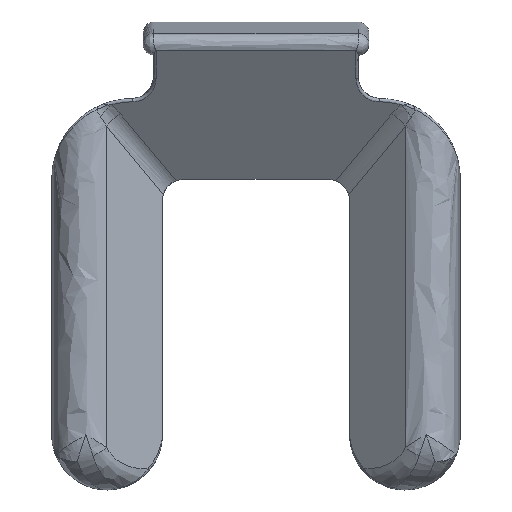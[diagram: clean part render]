
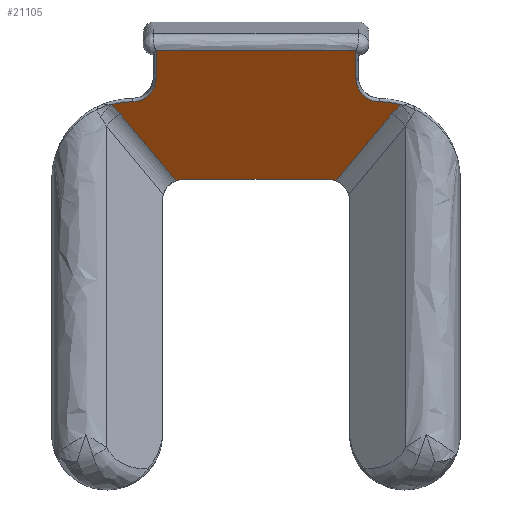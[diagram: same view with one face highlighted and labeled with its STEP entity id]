
A CAD part, top view. The second image highlights one B-rep face of the part: STEP entity #21105.
In plain terms, the highlighted free-form (B-spline) face has degree [1, 1] with [2, 2] control points.
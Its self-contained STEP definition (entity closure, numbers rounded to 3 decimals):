
#4121=CARTESIAN_POINT('',(18.794,-37.333,2.763));
#4122=VERTEX_POINT('',#4121);
#4150=CARTESIAN_POINT('',(17.0,-37.0,3.0));
#4151=VERTEX_POINT('',#4150);
#4152=CARTESIAN_POINT('',(17.0,-37.,3.));
#4153=CARTESIAN_POINT('',(17.928,-37.,3.));
#4154=CARTESIAN_POINT('',(18.794,-37.333,2.763));
#4162=(BOUNDED_CURVE()B_SPLINE_CURVE(2,(#4152,#4153,#4154),.UNSPECIFIED.,.F.,.U.)CURVE()GEOMETRIC_REPRESENTATION_ITEM()QUASI_UNIFORM_CURVE()RATIONAL_B_SPLINE_CURVE((1.0,0.983,1.0))REPRESENTATION_ITEM(''));
#4163=EDGE_CURVE('',#4151,#4122,#4162,.T.);
#4296=CARTESIAN_POINT('',(-17.0,-37.0,3.0));
#4297=VERTEX_POINT('',#4296);
#4298=CARTESIAN_POINT('',(17.0,-37.0,3.0));
#4299=CARTESIAN_POINT('',(-17.0,-37.0,3.0));
#4300=QUASI_UNIFORM_CURVE('',1,(#4298,#4299),.UNSPECIFIED.,.F.,.U.);
#4301=EDGE_CURVE('',#4151,#4297,#4300,.T.);
#4716=CARTESIAN_POINT('',(34.088,-19.503,15.449));
#4717=VERTEX_POINT('',#4716);
#4803=CARTESIAN_POINT('',(31.862,-21.639,13.929));
#4804=VERTEX_POINT('',#4803);
#4820=CARTESIAN_POINT('',(31.862,-21.639,13.929));
#4821=CARTESIAN_POINT('',(32.893,-20.402,14.81));
#4822=CARTESIAN_POINT('',(34.088,-19.503,15.449));
#4830=(BOUNDED_CURVE()B_SPLINE_CURVE(2,(#4820,#4821,#4822),.UNSPECIFIED.,.F.,.U.)CURVE()GEOMETRIC_REPRESENTATION_ITEM()QUASI_UNIFORM_CURVE()RATIONAL_B_SPLINE_CURVE((1.0,0.994,1.0))REPRESENTATION_ITEM(''));
#4831=EDGE_CURVE('',#4804,#4717,#4830,.T.);
#4853=CARTESIAN_POINT('',(18.794,-37.333,2.763));
#4854=CARTESIAN_POINT('',(31.862,-21.639,13.929));
#4855=QUASI_UNIFORM_CURVE('',1,(#4853,#4854),.UNSPECIFIED.,.F.,.U.);
#4856=EDGE_CURVE('',#4122,#4804,#4855,.T.);
#5057=CARTESIAN_POINT('',(-34.088,-19.503,15.449));
#5058=VERTEX_POINT('',#5057);
#5144=CARTESIAN_POINT('',(-31.862,-21.639,13.929));
#5145=VERTEX_POINT('',#5144);
#5159=CARTESIAN_POINT('',(-34.088,-19.503,15.449));
#5160=CARTESIAN_POINT('',(-32.893,-20.402,14.81));
#5161=CARTESIAN_POINT('',(-31.862,-21.639,13.929));
#5169=(BOUNDED_CURVE()B_SPLINE_CURVE(2,(#5159,#5160,#5161),.UNSPECIFIED.,.F.,.U.)CURVE()GEOMETRIC_REPRESENTATION_ITEM()QUASI_UNIFORM_CURVE()RATIONAL_B_SPLINE_CURVE((1.0,0.994,1.0))REPRESENTATION_ITEM(''));
#5170=EDGE_CURVE('',#5058,#5145,#5169,.T.);
#5191=CARTESIAN_POINT('',(-18.794,-37.333,2.763));
#5192=VERTEX_POINT('',#5191);
#5222=CARTESIAN_POINT('',(-31.862,-21.639,13.929));
#5223=CARTESIAN_POINT('',(-18.794,-37.333,2.763));
#5224=QUASI_UNIFORM_CURVE('',1,(#5222,#5223),.UNSPECIFIED.,.F.,.U.);
#5225=EDGE_CURVE('',#5145,#5192,#5224,.T.);
#19810=CARTESIAN_POINT('',(29.0,-18.79,15.957));
#19811=VERTEX_POINT('',#19810);
#19824=CARTESIAN_POINT('',(34.088,-19.503,15.449));
#19825=CARTESIAN_POINT('',(31.594,-18.79,15.957));
#19826=CARTESIAN_POINT('',(29.0,-18.79,15.957));
#19834=(BOUNDED_CURVE()B_SPLINE_CURVE(2,(#19824,#19825,#19826),.UNSPECIFIED.,.F.,.U.)CURVE()GEOMETRIC_REPRESENTATION_ITEM()QUASI_UNIFORM_CURVE()RATIONAL_B_SPLINE_CURVE((1.0,0.99,1.0))REPRESENTATION_ITEM(''));
#19835=EDGE_CURVE('',#4717,#19811,#19834,.T.);
#19918=CARTESIAN_POINT('',(23.5,-13.29,19.87));
#19919=VERTEX_POINT('',#19918);
#19933=CARTESIAN_POINT('',(29.0,-18.79,15.957));
#19934=CARTESIAN_POINT('',(28.648,-18.79,15.957));
#19935=CARTESIAN_POINT('',(28.096,-18.736,15.995));
#19936=CARTESIAN_POINT('',(27.23,-18.519,16.15));
#19937=CARTESIAN_POINT('',(26.42,-18.182,16.39));
#19938=CARTESIAN_POINT('',(25.671,-17.694,16.736));
#19939=CARTESIAN_POINT('',(24.991,-17.089,17.167));
#19940=CARTESIAN_POINT('',(24.404,-16.37,17.678));
#19941=CARTESIAN_POINT('',(23.957,-15.543,18.267));
#19942=CARTESIAN_POINT('',(23.599,-14.518,18.996));
#19943=CARTESIAN_POINT('',(23.5,-13.781,19.521));
#19944=CARTESIAN_POINT('',(23.5,-13.29,19.87));
#19945=B_SPLINE_CURVE_WITH_KNOTS('',3,(#19933,#19934,#19935,#19936,#19937,#19938,#19939,#19940,#19941,#19942,#19943,#19944),.UNSPECIFIED.,.F.,.U.,(4,1,1,1,1,1,1,1,1,4),(0.,1.055,1.658,2.713,3.768,4.522,5.727,6.933,7.838,9.646),.UNSPECIFIED.);
#19946=EDGE_CURVE('',#19811,#19919,#19945,.T.);
#19967=CARTESIAN_POINT('',(23.5,-6.731,24.537));
#19968=VERTEX_POINT('',#19967);
#19996=CARTESIAN_POINT('',(23.5,-13.29,19.87));
#19997=CARTESIAN_POINT('',(23.5,-6.731,24.537));
#19998=QUASI_UNIFORM_CURVE('',1,(#19996,#19997),.UNSPECIFIED.,.F.,.U.);
#19999=EDGE_CURVE('',#19919,#19968,#19998,.T.);
#20575=CARTESIAN_POINT('',(-23.5,-13.29,19.87));
#20576=VERTEX_POINT('',#20575);
#20590=CARTESIAN_POINT('',(-23.5,-6.731,24.537));
#20591=VERTEX_POINT('',#20590);
#20592=CARTESIAN_POINT('',(-23.5,-6.731,24.537));
#20593=CARTESIAN_POINT('',(-23.5,-13.29,19.87));
#20594=QUASI_UNIFORM_CURVE('',1,(#20592,#20593),.UNSPECIFIED.,.F.,.U.);
#20595=EDGE_CURVE('',#20591,#20576,#20594,.T.);
#20705=CARTESIAN_POINT('',(-29.0,-18.79,15.957));
#20706=VERTEX_POINT('',#20705);
#20718=CARTESIAN_POINT('',(-23.5,-13.29,19.87));
#20719=CARTESIAN_POINT('',(-23.5,-18.79,15.957));
#20720=CARTESIAN_POINT('',(-29.0,-18.79,15.957));
#20728=(BOUNDED_CURVE()B_SPLINE_CURVE(2,(#20718,#20719,#20720),.UNSPECIFIED.,.F.,.U.)CURVE()GEOMETRIC_REPRESENTATION_ITEM()QUASI_UNIFORM_CURVE()RATIONAL_B_SPLINE_CURVE((1.0,0.707,1.0))REPRESENTATION_ITEM(''));
#20729=EDGE_CURVE('',#20576,#20706,#20728,.T.);
#20821=CARTESIAN_POINT('',(-29.0,-18.79,15.957));
#20822=CARTESIAN_POINT('',(-31.594,-18.79,15.957));
#20823=CARTESIAN_POINT('',(-34.088,-19.503,15.449));
#20831=(BOUNDED_CURVE()B_SPLINE_CURVE(2,(#20821,#20822,#20823),.UNSPECIFIED.,.F.,.U.)CURVE()GEOMETRIC_REPRESENTATION_ITEM()QUASI_UNIFORM_CURVE()RATIONAL_B_SPLINE_CURVE((1.0,0.99,1.0))REPRESENTATION_ITEM(''));
#20832=EDGE_CURVE('',#20706,#5058,#20831,.T.);
#21059=CARTESIAN_POINT('',(23.5,-6.731,24.537));
#21060=CARTESIAN_POINT('',(-23.5,-6.731,24.537));
#21061=QUASI_UNIFORM_CURVE('',1,(#21059,#21060),.UNSPECIFIED.,.F.,.U.);
#21062=EDGE_CURVE('',#19968,#20591,#21061,.T.);
#21072=CARTESIAN_POINT('',(37.494,-5.202,25.625));
#21073=CARTESIAN_POINT('',(37.494,-38.861,1.676));
#21074=CARTESIAN_POINT('',(-37.494,-5.202,25.625));
#21075=CARTESIAN_POINT('',(-37.494,-38.861,1.676));
#21076=B_SPLINE_SURFACE_WITH_KNOTS('',1,1,((#21072,#21074),(#21073,#21075)),.UNSPECIFIED.,.F.,.F.,.U.,(2,2),(2,2),(0.0,41.31),(0.0,74.987),.UNSPECIFIED.);
#21077=ORIENTED_EDGE('',*,*,#4856,.T.);
#21078=ORIENTED_EDGE('',*,*,#4831,.T.);
#21079=ORIENTED_EDGE('',*,*,#19835,.T.);
#21080=ORIENTED_EDGE('',*,*,#19946,.T.);
#21081=ORIENTED_EDGE('',*,*,#19999,.T.);
#21082=ORIENTED_EDGE('',*,*,#21062,.T.);
#21083=ORIENTED_EDGE('',*,*,#20595,.T.);
#21084=ORIENTED_EDGE('',*,*,#20729,.T.);
#21085=ORIENTED_EDGE('',*,*,#20832,.T.);
#21086=ORIENTED_EDGE('',*,*,#5170,.T.);
#21087=ORIENTED_EDGE('',*,*,#5225,.T.);
#21088=CARTESIAN_POINT('',(-18.794,-37.333,2.763));
#21089=CARTESIAN_POINT('',(-17.928,-37.,3.));
#21090=CARTESIAN_POINT('',(-17.0,-37.,3.));
#21098=(BOUNDED_CURVE()B_SPLINE_CURVE(2,(#21088,#21089,#21090),.UNSPECIFIED.,.F.,.U.)CURVE()GEOMETRIC_REPRESENTATION_ITEM()QUASI_UNIFORM_CURVE()RATIONAL_B_SPLINE_CURVE((1.0,0.983,1.0))REPRESENTATION_ITEM(''));
#21099=EDGE_CURVE('',#5192,#4297,#21098,.T.);
#21100=ORIENTED_EDGE('',*,*,#21099,.T.);
#21101=ORIENTED_EDGE('',*,*,#4301,.F.);
#21102=ORIENTED_EDGE('',*,*,#4163,.T.);
#21103=EDGE_LOOP('',(#21077,#21078,#21079,#21080,#21081,#21082,#21083,#21084,#21085,#21086,#21087,#21100,#21101,#21102));
#21104=FACE_OUTER_BOUND('',#21103,.T.);
#21105=ADVANCED_FACE('',(#21104),#21076,.F.);
